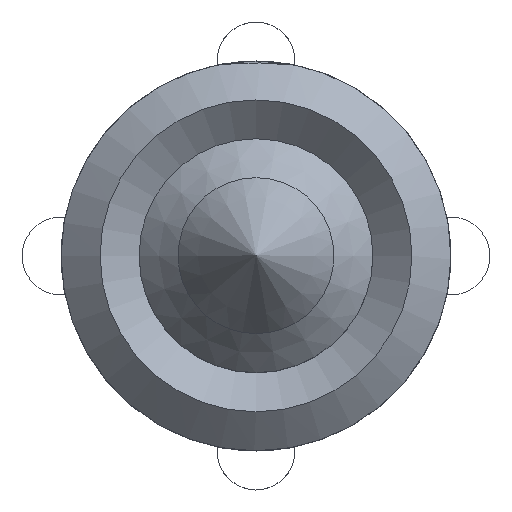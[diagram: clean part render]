
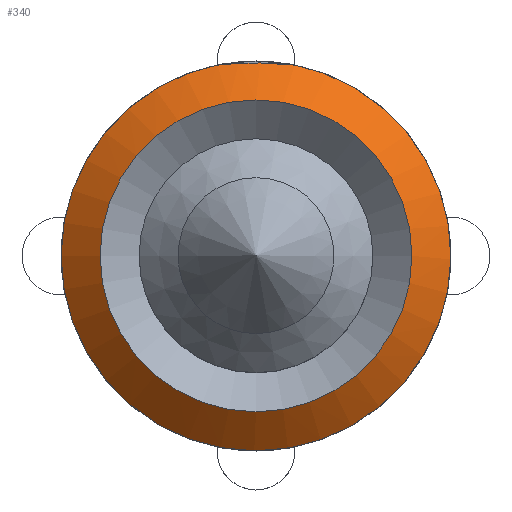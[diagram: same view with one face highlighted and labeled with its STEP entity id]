
A CAD part, top view. The second image highlights one B-rep face of the part: STEP entity #340.
In plain terms, the highlighted conical face has half-angle 50 degrees and reference radius 50 mm.
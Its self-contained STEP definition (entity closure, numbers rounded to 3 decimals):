
#13=(
BOUNDED_CURVE()
B_SPLINE_CURVE(2,(#621,#622,#623),.UNSPECIFIED.,.F.,.F.)
B_SPLINE_CURVE_WITH_KNOTS((3,3),(0.,1.994),.UNSPECIFIED.)
CURVE()
GEOMETRIC_REPRESENTATION_ITEM()
RATIONAL_B_SPLINE_CURVE((1.,1.,1.))
REPRESENTATION_ITEM('')
);
#23=CONICAL_SURFACE('',#411,50.,0.873);
#51=FACE_OUTER_BOUND('',#74,.T.);
#74=EDGE_LOOP('',(#289,#290,#291,#292,#293,#294));
#94=LINE('',#637,#113);
#113=VECTOR('',#525,50.);
#142=CIRCLE('',#410,40.);
#143=CIRCLE('',#412,50.);
#144=CIRCLE('',#413,50.);
#169=VERTEX_POINT('',#616);
#170=VERTEX_POINT('',#617);
#174=VERTEX_POINT('',#632);
#175=VERTEX_POINT('',#636);
#214=EDGE_CURVE('',#169,#170,#13,.T.);
#219=EDGE_CURVE('',#174,#174,#142,.T.);
#220=EDGE_CURVE('',#174,#175,#94,.T.);
#221=EDGE_CURVE('',#175,#169,#143,.T.);
#222=EDGE_CURVE('',#170,#175,#144,.T.);
#289=ORIENTED_EDGE('',*,*,#219,.T.);
#290=ORIENTED_EDGE('',*,*,#220,.T.);
#291=ORIENTED_EDGE('',*,*,#221,.T.);
#292=ORIENTED_EDGE('',*,*,#214,.T.);
#293=ORIENTED_EDGE('',*,*,#222,.T.);
#294=ORIENTED_EDGE('',*,*,#220,.F.);
#340=ADVANCED_FACE('',(#51),#23,.T.);
#410=AXIS2_PLACEMENT_3D('',#634,#521,#522);
#411=AXIS2_PLACEMENT_3D('',#635,#523,#524);
#412=AXIS2_PLACEMENT_3D('',#638,#526,#527);
#413=AXIS2_PLACEMENT_3D('',#639,#528,#529);
#521=DIRECTION('center_axis',(0.,0.,-1.));
#522=DIRECTION('ref_axis',(1.,0.,0.));
#523=DIRECTION('center_axis',(0.,0.,-1.));
#524=DIRECTION('ref_axis',(1.,0.,0.));
#525=DIRECTION('',(-0.766,0.,-0.643));
#526=DIRECTION('center_axis',(0.,0.,1.));
#527=DIRECTION('ref_axis',(1.,0.,0.));
#528=DIRECTION('center_axis',(0.,0.,1.));
#529=DIRECTION('ref_axis',(1.,0.,0.));
#616=CARTESIAN_POINT('',(9.95,49.,0.));
#617=CARTESIAN_POINT('',(-9.95,49.,0.));
#621=CARTESIAN_POINT('Ctrl Pts',(9.95,49.,0.));
#622=CARTESIAN_POINT('Ctrl Pts',(0.,50.,0.839));
#623=CARTESIAN_POINT('Ctrl Pts',(-9.95,49.,0.));
#632=CARTESIAN_POINT('',(-40.,0.,8.391));
#634=CARTESIAN_POINT('Origin',(0.,0.,8.391));
#635=CARTESIAN_POINT('Origin',(0.,0.,0.));
#636=CARTESIAN_POINT('',(-50.,0.,0.));
#637=CARTESIAN_POINT('',(-50.,0.,0.));
#638=CARTESIAN_POINT('Origin',(0.,0.,0.));
#639=CARTESIAN_POINT('Origin',(0.,0.,0.));
